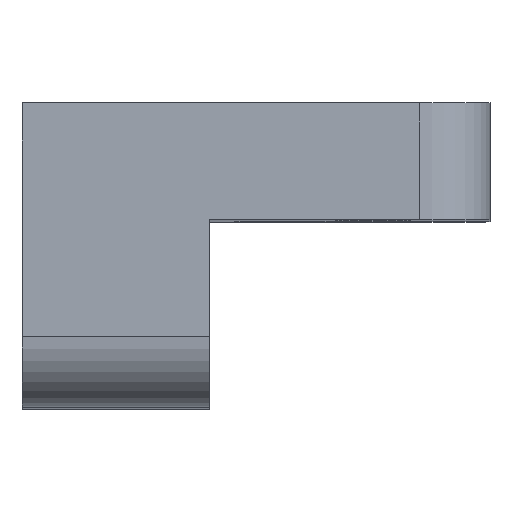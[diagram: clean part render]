
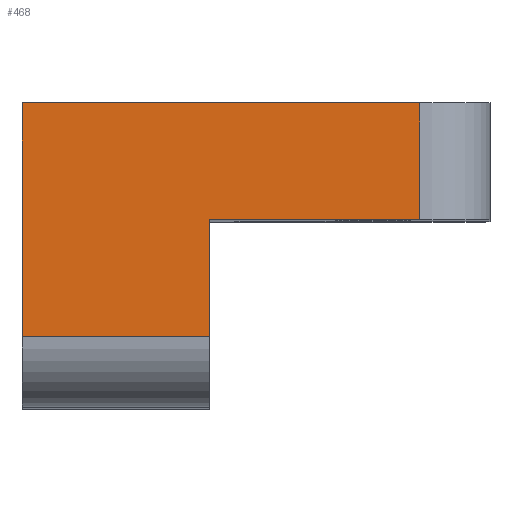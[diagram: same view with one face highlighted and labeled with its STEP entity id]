
A CAD part, top view. The second image highlights one B-rep face of the part: STEP entity #468.
In plain terms, the highlighted planar face has unit normal (0, 0, 1).
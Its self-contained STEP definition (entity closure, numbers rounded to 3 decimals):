
#71=FACE_OUTER_BOUND('',#105,.T.);
#105=EDGE_LOOP('',(#372,#373,#374,#375,#376,#377));
#132=LINE('',#717,#172);
#138=LINE('',#744,#178);
#144=LINE('',#763,#184);
#149=LINE('',#787,#189);
#152=LINE('',#796,#192);
#153=LINE('',#797,#193);
#172=VECTOR('',#567,1.);
#178=VECTOR('',#591,1.);
#184=VECTOR('',#607,1.);
#189=VECTOR('',#630,1.);
#192=VECTOR('',#641,1.);
#193=VECTOR('',#642,1.);
#212=VERTEX_POINT('',#714);
#213=VERTEX_POINT('',#716);
#225=VERTEX_POINT('',#742);
#232=VERTEX_POINT('',#760);
#233=VERTEX_POINT('',#762);
#243=VERTEX_POINT('',#785);
#257=EDGE_CURVE('',#213,#212,#132,.T.);
#271=EDGE_CURVE('',#212,#225,#138,.T.);
#280=EDGE_CURVE('',#233,#232,#144,.T.);
#293=EDGE_CURVE('',#232,#243,#149,.T.);
#298=EDGE_CURVE('',#225,#233,#152,.T.);
#299=EDGE_CURVE('',#243,#213,#153,.T.);
#372=ORIENTED_EDGE('',*,*,#271,.T.);
#373=ORIENTED_EDGE('',*,*,#298,.T.);
#374=ORIENTED_EDGE('',*,*,#280,.T.);
#375=ORIENTED_EDGE('',*,*,#293,.T.);
#376=ORIENTED_EDGE('',*,*,#299,.T.);
#377=ORIENTED_EDGE('',*,*,#257,.T.);
#455=PLANE('',#530);
#468=ADVANCED_FACE('',(#71),#455,.T.);
#530=AXIS2_PLACEMENT_3D('',#795,#639,#640);
#567=DIRECTION('',(-1.,0.,0.));
#591=DIRECTION('',(0.,-1.,0.));
#607=DIRECTION('',(0.,1.,0.));
#630=DIRECTION('',(1.,0.,0.));
#639=DIRECTION('center_axis',(0.,0.,1.));
#640=DIRECTION('ref_axis',(1.,0.,0.));
#641=DIRECTION('',(1.,0.,0.));
#642=DIRECTION('',(0.,1.,0.));
#714=CARTESIAN_POINT('',(0.,13.,55.));
#716=CARTESIAN_POINT('',(17.,13.,55.));
#717=CARTESIAN_POINT('',(20.,13.,55.));
#742=CARTESIAN_POINT('',(0.,3.,55.));
#744=CARTESIAN_POINT('',(0.,13.,55.));
#760=CARTESIAN_POINT('',(8.,8.,55.));
#762=CARTESIAN_POINT('',(8.,3.,55.));
#763=CARTESIAN_POINT('',(8.,0.,55.));
#785=CARTESIAN_POINT('',(17.,8.,55.));
#787=CARTESIAN_POINT('',(8.,8.,55.));
#795=CARTESIAN_POINT('Origin',(0.,0.,55.));
#796=CARTESIAN_POINT('',(8.,3.,55.));
#797=CARTESIAN_POINT('',(17.,13.,55.));
